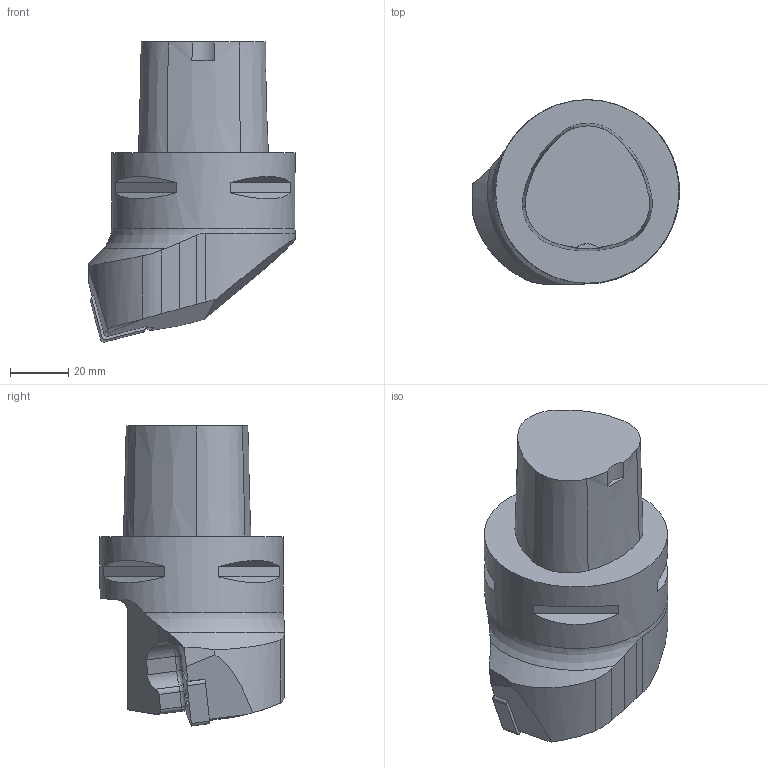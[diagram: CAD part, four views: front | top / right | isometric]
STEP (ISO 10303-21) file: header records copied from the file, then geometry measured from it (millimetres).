
FILE_DESCRIPTION(/* description */ (''),/* implementation_level */ '2;1');
FILE_NAME(/* name */ '1543489984514.stp',/* time_stamp */ '2018-11-29T16:43:14+05:00',/* author */ (''),/* organization */ ('SMS'),/* preprocessor_version */ 'ST-DEVELOPER v15',/* originating_system */ 'SIEMENS PLM Software NX 8.5',/* authorisation */ '');
FILE_SCHEMA (('AUTOMOTIVE_DESIGN { 1 0 10303 214 3 1 1 1 }'));
Length unit declared in the file: millimetre
Products named in the file (4): IsoTurningInsert; ASSEMBLY_CONSTRUCTION; 201880085mod000_01; 201880084mod000_01
Assembly tree (3 placements, depth 2):
  201880084mod000_01
    201880085mod000_01
    ASSEMBLY_CONSTRUCTION
    IsoTurningInsert
Bounding box: 71.02 x 63.26 x 103 mm (x, y, z)
Volume: 207259.6 mm3; surface area: 23216.6 mm2
Topology: 2 solids, 2 shells, 78 faces, 199 edges, 137 vertices
Faces by surface type: plane 39, cylinder 26, cone 7, torus 4, bspline 2
Full cylindrical faces by diameter (mm): 6.35 x2, 63 x1
Entity records: 2689 total; most frequent: CARTESIAN_POINT 632, DIRECTION 418, ORIENTED_EDGE 386, EDGE_CURVE 193, AXIS2_PLACEMENT_3D 165, VERTEX_POINT 128, EDGE_LOOP 89, LINE 88
